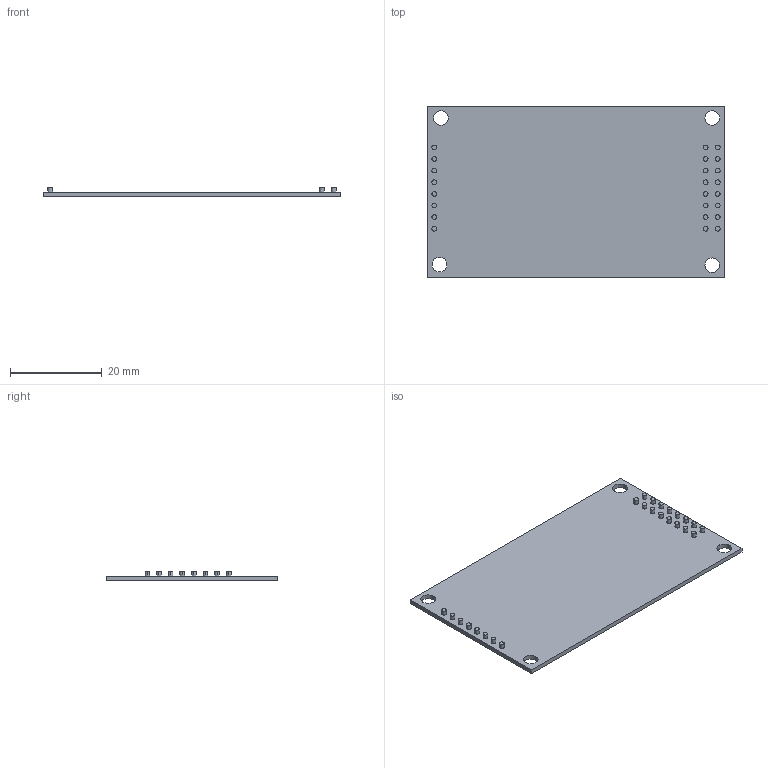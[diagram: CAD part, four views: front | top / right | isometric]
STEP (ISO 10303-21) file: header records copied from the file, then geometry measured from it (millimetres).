
FILE_DESCRIPTION (( 'STEP AP214' ), '1' );
FILE_NAME ('ADS1256.STEP', '2021-08-18T08:31:51', ( '' ), ( '' ), 'SwSTEP 2.0', 'SolidWorks 2021', '' );
FILE_SCHEMA (( 'AUTOMOTIVE_DESIGN' ));
Length unit declared in the file: millimetre
Products named in the file (1): ADS1256
Bounding box: 65 x 37.5 x 2 mm (x, y, z)
Volume: 2424.4 mm3; surface area: 5133.3 mm2
Topology: 1 solids, 1 shells, 89 faces, 186 edges, 124 vertices
Faces by surface type: cylinder 58, plane 31
Entity records: 3465 total; most frequent: DIRECTION 482, CARTESIAN_POINT 400, ORIENTED_EDGE 372, AXIS2_PLACEMENT_3D 206, EDGE_CURVE 186, VERTEX_POINT 124, EDGE_LOOP 122, CIRCLE 116
